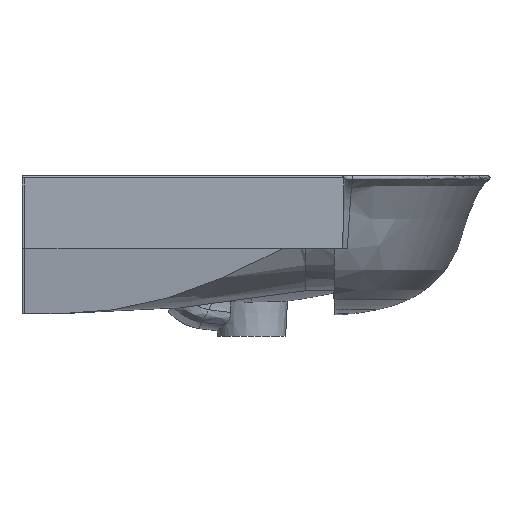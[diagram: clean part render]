
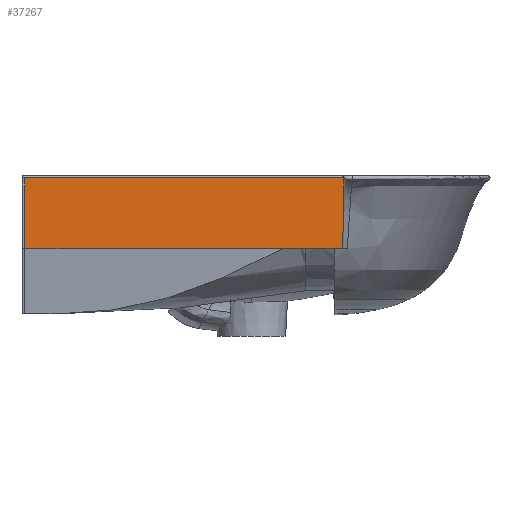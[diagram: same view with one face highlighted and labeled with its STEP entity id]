
A CAD part, front view. The second image highlights one B-rep face of the part: STEP entity #37267.
In plain terms, the highlighted free-form (B-spline) face has degree [5, 1] with [6, 2] control points.
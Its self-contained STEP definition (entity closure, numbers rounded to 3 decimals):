
#26814=CARTESIAN_POINT('Vertex',(93.691,-398.691,45.)) ;
#26817=CARTESIAN_POINT('Line Origine',(-69.655,-398.691,45.)) ;
#26821=CARTESIAN_POINT('Vertex',(-233.,-398.691,45.)) ;
#26845=CARTESIAN_POINT('Line Origine',(-233.,-399.326,81.381)) ;
#26849=CARTESIAN_POINT('Vertex',(-233.,-399.961,117.762)) ;
#26869=CARTESIAN_POINT('Line Origine',(5.,-399.961,117.762)) ;
#26873=CARTESIAN_POINT('Vertex',(94.961,-399.961,117.762)) ;
#37245=CARTESIAN_POINT('Control Point',(-235.,-398.604,40.)) ;
#37246=CARTESIAN_POINT('Control Point',(-235.,-400.,120.)) ;
#37247=CARTESIAN_POINT('Control Point',(-169.,-398.604,40.)) ;
#37248=CARTESIAN_POINT('Control Point',(-169.,-400.,120.)) ;
#37249=CARTESIAN_POINT('Control Point',(-103.,-398.604,40.)) ;
#37250=CARTESIAN_POINT('Control Point',(-103.,-400.,120.)) ;
#37251=CARTESIAN_POINT('Control Point',(-37.,-398.604,40.)) ;
#37252=CARTESIAN_POINT('Control Point',(-37.,-400.,120.)) ;
#37253=CARTESIAN_POINT('Control Point',(29.,-398.604,40.)) ;
#37254=CARTESIAN_POINT('Control Point',(29.,-400.,120.)) ;
#37255=CARTESIAN_POINT('Control Point',(95.,-398.604,40.)) ;
#37256=CARTESIAN_POINT('Control Point',(95.,-400.,120.)) ;
#37258=CARTESIAN_POINT('Control Point',(94.961,-399.961,117.762)) ;
#37259=CARTESIAN_POINT('Control Point',(93.691,-398.691,45.)) ;
#26818=DIRECTION('Vector Direction',(1.,0.,0.)) ;
#26846=DIRECTION('Vector Direction',(0.,-0.017,1.)) ;
#26870=DIRECTION('Vector Direction',(-1.,0.,0.)) ;
#37262=ORIENTED_EDGE('',*,*,#26823,.T.) ;
#37263=ORIENTED_EDGE('',*,*,#37260,.F.) ;
#37264=ORIENTED_EDGE('',*,*,#26875,.F.) ;
#37265=ORIENTED_EDGE('',*,*,#26851,.F.) ;
#26819=VECTOR('Line Direction',#26818,1.) ;
#26847=VECTOR('Line Direction',#26846,1.) ;
#26871=VECTOR('Line Direction',#26870,1.) ;
#37267=ADVANCED_FACE('1385.5 Modell',(#37266),#37244,.T.) ;
#37257=B_SPLINE_CURVE_WITH_KNOTS('',1,(#37258,#37259),.UNSPECIFIED.,.F.,.U.,(2,2),(-35.272,37.511),.UNSPECIFIED.) ;
#37244=B_SPLINE_SURFACE_WITH_KNOTS('',5,1,((#37245,#37246),(#37247,#37248),(#37249,#37250),(#37251,#37252),(#37253,#37254),(#37255,#37256)),.UNSPECIFIED.,.F.,.F.,.U.,(6,6),(2,2),(0.,330.),(0.,80.012),.UNSPECIFIED.) ;
#26823=EDGE_CURVE('',#26822,#26815,#26820,.T.) ;
#26851=EDGE_CURVE('',#26822,#26850,#26848,.T.) ;
#26875=EDGE_CURVE('',#26850,#26874,#26872,.F.) ;
#37260=EDGE_CURVE('',#26874,#26815,#37257,.T.) ;
#37261=EDGE_LOOP('',(#37262,#37263,#37264,#37265)) ;
#37266=FACE_OUTER_BOUND('',#37261,.T.) ;
#26820=LINE('Line',#26817,#26819) ;
#26848=LINE('Line',#26845,#26847) ;
#26872=LINE('Line',#26869,#26871) ;
#26815=VERTEX_POINT('',#26814) ;
#26822=VERTEX_POINT('',#26821) ;
#26850=VERTEX_POINT('',#26849) ;
#26874=VERTEX_POINT('',#26873) ;
